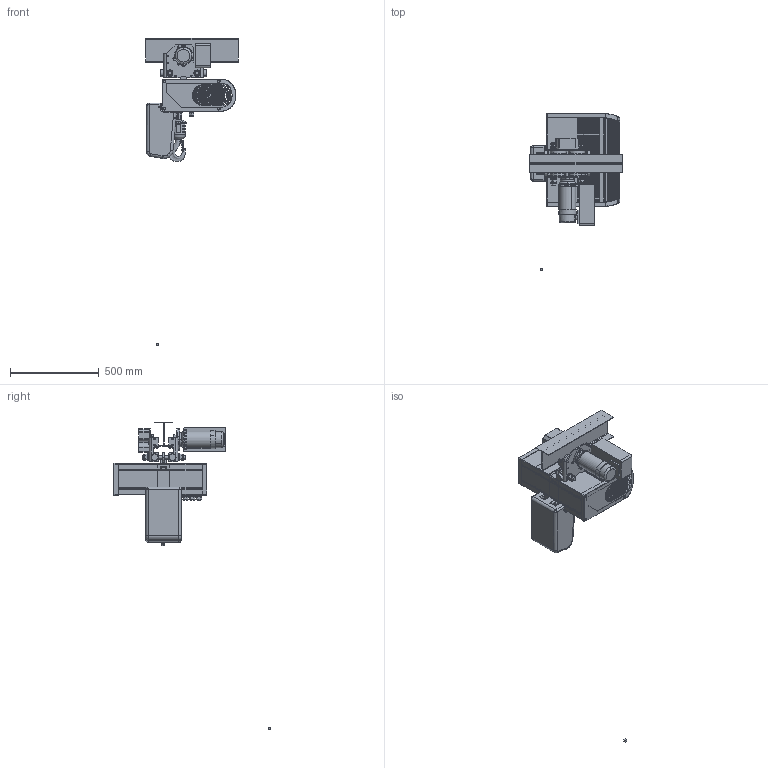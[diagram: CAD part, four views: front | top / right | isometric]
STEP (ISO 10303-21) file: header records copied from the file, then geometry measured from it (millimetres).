
FILE_DESCRIPTION(('STEP AP214'),'1');
FILE_NAME('temp1.stp','2014-09-19T06:03:30',(' '),(' '),'Spatial InterOp 3D',' ',' ');
FILE_SCHEMA(('automotive_design'));
Length unit declared in the file: millimetre
Products named in the file (34): Crane_3D; Fixing; Frame2; Hoi_K10_center_frame2; Hoi_K10_Left_frame2; Hoi_K10_Right_frame2; EL_plugs; H1-1448618_CLX10-MOTOR-TROLL; Cover_1; K10_1_cover2; K10_1_cover3; K10_1_cover1; HoiChaBag_K10_2; Hoi_C1_tro; Hoi_Fix; Shaft; Hoi_C1_tro1; Hoi_C1_tro2; GEAR_TMU1; Gear_TMU1; MFTMU; HoiXNCont; Hoi_C1_nut; Hoi_Fix_C1_K02; Hoi_Fix_C1_K05; Hook_KX04_2; Block_K52; Hook_RSN04; HoiGir; Part_constr_2d
Assembly tree (33 placements, depth 5):
  Crane_3D
    Fixing
    H1-1448618_CLX10-MOTOR-TROLL
      Frame2
        Hoi_K10_center_frame2
        Hoi_K10_Left_frame2
        Hoi_K10_Right_frame2
        EL_plugs
      Cover_1
        K10_1_cover2
        K10_1_cover3
        K10_1_cover1
      HoiChaBag_K10_2
      Hoi_C1_tro
        Hoi_Fix
        Shaft
        Shaft
        Hoi_C1_tro1
        Hoi_C1_tro2
        GEAR_TMU1
          Gear_TMU1
          MFTMU
        HoiXNCont
        Hoi_C1_nut
        Hoi_C1_nut
        Hoi_C1_nut
        Hoi_C1_nut
        Hoi_Fix_C1_K02
        Hoi_Fix_C1_K05
    Hook_KX04_2
      Block_K52
      Hook_RSN04
    HoiGir
    Part_constr_2d
Bounding box: 520 x 880 x 1733.33 mm (x, y, z)
Volume: 15027188.7 mm3; surface area: 3509358.1 mm2
Topology: 48 solids, 115 shells, 3136 faces, 8879 edges, 5848 vertices
Faces by surface type: cylinder 1517, plane 1316, cone 128, bspline 74, torus 69, revolution 24, sphere 8
Entity records: 162863 total; most frequent: CARTESIAN_POINT 35847, DIRECTION 18236, ORIENTED_EDGE 17380, EDGE_CURVE 8861, AXIS2_PLACEMENT_3D 6727, STYLED_ITEM 6595, PRESENTATION_STYLE_ASSIGNMENT 6595, COLOUR_RGB 6595
